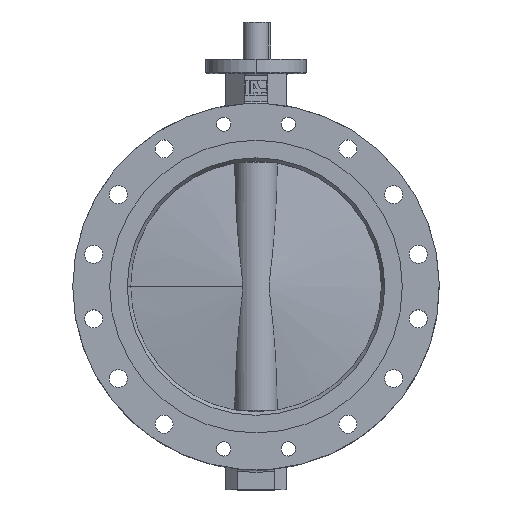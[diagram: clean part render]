
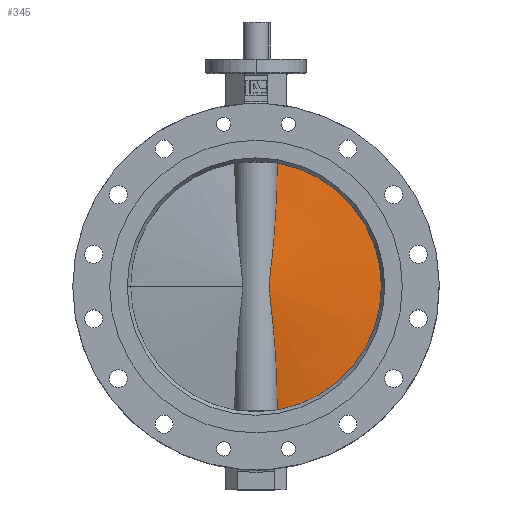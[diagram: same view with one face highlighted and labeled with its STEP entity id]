
A CAD part, top view. The second image highlights one B-rep face of the part: STEP entity #345.
In plain terms, the highlighted conical face has half-angle 82.617 degrees and reference radius 219.964 mm.
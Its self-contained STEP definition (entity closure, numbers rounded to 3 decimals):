
#345 = ADVANCED_FACE ( 'NONE', ( #4923 ), #4928, .T. ) ;
#407 = B_SPLINE_CURVE_WITH_KNOTS ( 'NONE', 3,
 ( #6795, #6796, #6800, #6801, #6802, #6803, #6804, #6805, #6806, #6807, #6808, #6809, #6810, #6811, #6812, #6813, #6814, #6815, #6816, #6817, #6818, #6819, #6820, #6821, #6822, #6823, #6824, #6825, #6826, #6827, #6828, #6829, #6830, #6831, #6832, #6833, #6834, #6835, #6836, #6837, #6838, #6839, #6840, #6841 ),
 .UNSPECIFIED., .F., .F.,
 ( 4, 2, 2, 2, 2, 2, 2, 2, 2, 2, 2, 2, 2, 2, 2, 2, 2, 2, 2, 2, 2, 4 ),
 ( -0.195, -0.141, -0.087, -0.06, -0.033, -0.019, -0.006, 0.001, 0.008, 0.015, 0.021, 0.028, 0.035, 0.042, 0.048, 0.062, 0.075, 0.102, 0.13, 0.157, 0.184, 0.238 ),
 .UNSPECIFIED. ) ;
#2122 = AXIS2_PLACEMENT_3D ( 'NONE', #2350, #2351, #2349 ) ;
#2206 = AXIS2_PLACEMENT_3D ( 'NONE', #6692, #6693, #6694 ) ;
#2221 = AXIS2_PLACEMENT_3D ( 'NONE', #6844, #6845, #6846 ) ;
#2349 = DIRECTION ( 'NONE',  ( 0., 0., -1. ) ) ;
#2350 = CARTESIAN_POINT ( 'NONE',  ( -4., 0., 0. ) ) ;
#2351 = DIRECTION ( 'NONE',  ( 1., 0., 0. ) ) ;
#2514 = CARTESIAN_POINT ( 'NONE',  ( -4.111, 0., 219.106 ) ) ;
#2564 = CARTESIAN_POINT ( 'NONE',  ( -4.111, 215.913, 37.274 ) ) ;
#2575 = CARTESIAN_POINT ( 'NONE',  ( -4.111, -215.913, 37.274 ) ) ;
#3123 = VERTEX_POINT ( 'NONE', #2514 ) ;
#3173 = VERTEX_POINT ( 'NONE', #2564 ) ;
#3184 = VERTEX_POINT ( 'NONE', #2575 ) ;
#3262 = ORIENTED_EDGE ( 'NONE', *, *, #5217, .T. ) ;
#3315 = ORIENTED_EDGE ( 'NONE', *, *, #5192, .T. ) ;
#3333 = ORIENTED_EDGE ( 'NONE', *, *, #5216, .F. ) ;
#3406 = EDGE_LOOP ( 'NONE', ( #3333, #3315, #3262 ) ) ;
#4923 = FACE_OUTER_BOUND ( 'NONE', #3406, .T. ) ;
#4928 = CONICAL_SURFACE ( 'NONE', #2122, 219.964, 1.442 ) ;
#5166 = CIRCLE ( 'NONE', #2206, 219.106 ) ;
#5192 = EDGE_CURVE ( 'NONE', #3184, #3123, #5166, .T. ) ;
#5216 = EDGE_CURVE ( 'NONE', #3184, #3173, #407, .T. ) ;
#5217 = EDGE_CURVE ( 'NONE', #3123, #3173, #7081, .T. ) ;
#6692 = CARTESIAN_POINT ( 'NONE',  ( -4.111, 0., 0. ) ) ;
#6693 = DIRECTION ( 'NONE',  ( -1., 0., 0. ) ) ;
#6694 = DIRECTION ( 'NONE',  ( 0., 0., 1. ) ) ;
#6795 = CARTESIAN_POINT ( 'NONE',  ( -4.111, -215.913, 37.274 ) ) ;
#6796 = CARTESIAN_POINT ( 'NONE',  ( -6.414, -197.921, 37.02 ) ) ;
#6800 = CARTESIAN_POINT ( 'NONE',  ( -8.714, -179.932, 36.552 ) ) ;
#6801 = CARTESIAN_POINT ( 'NONE',  ( -13.303, -143.967, 35.143 ) ) ;
#6802 = CARTESIAN_POINT ( 'NONE',  ( -15.592, -126.002, 34.203 ) ) ;
#6803 = CARTESIAN_POINT ( 'NONE',  ( -18.997, -99.086, 32.358 ) ) ;
#6804 = CARTESIAN_POINT ( 'NONE',  ( -20.128, -90.119, 31.67 ) ) ;
#6805 = CARTESIAN_POINT ( 'NONE',  ( -22.369, -72.197, 30.129 ) ) ;
#6806 = CARTESIAN_POINT ( 'NONE',  ( -23.481, -63.241, 29.274 ) ) ;
#6807 = CARTESIAN_POINT ( 'NONE',  ( -25.108, -49.812, 27.863 ) ) ;
#6808 = CARTESIAN_POINT ( 'NONE',  ( -25.643, -45.337, 27.371 ) ) ;
#6809 = CARTESIAN_POINT ( 'NONE',  ( -26.685, -36.385, 26.357 ) ) ;
#6810 = CARTESIAN_POINT ( 'NONE',  ( -27.192, -31.908, 25.833 ) ) ;
#6811 = CARTESIAN_POINT ( 'NONE',  ( -27.9, -25.187, 25.059 ) ) ;
#6812 = CARTESIAN_POINT ( 'NONE',  ( -28.127, -22.944, 24.804 ) ) ;
#6813 = CARTESIAN_POINT ( 'NONE',  ( -28.55, -18.456, 24.316 ) ) ;
#6814 = CARTESIAN_POINT ( 'NONE',  ( -28.746, -16.211, 24.083 ) ) ;
#6815 = CARTESIAN_POINT ( 'NONE',  ( -29.086, -11.718, 23.671 ) ) ;
#6816 = CARTESIAN_POINT ( 'NONE',  ( -29.23, -9.47, 23.493 ) ) ;
#6817 = CARTESIAN_POINT ( 'NONE',  ( -29.433, -4.969, 23.237 ) ) ;
#6818 = CARTESIAN_POINT ( 'NONE',  ( -29.493, -2.716, 23.161 ) ) ;
#6819 = CARTESIAN_POINT ( 'NONE',  ( -29.507, 1.797, 23.143 ) ) ;
#6820 = CARTESIAN_POINT ( 'NONE',  ( -29.461, 4.057, 23.202 ) ) ;
#6821 = CARTESIAN_POINT ( 'NONE',  ( -29.279, 8.582, 23.431 ) ) ;
#6822 = CARTESIAN_POINT ( 'NONE',  ( -29.143, 10.85, 23.6 ) ) ;
#6823 = CARTESIAN_POINT ( 'NONE',  ( -28.815, 15.377, 24. ) ) ;
#6824 = CARTESIAN_POINT ( 'NONE',  ( -28.623, 17.634, 24.23 ) ) ;
#6825 = CARTESIAN_POINT ( 'NONE',  ( -28.206, 22.143, 24.714 ) ) ;
#6826 = CARTESIAN_POINT ( 'NONE',  ( -27.981, 24.394, 24.969 ) ) ;
#6827 = CARTESIAN_POINT ( 'NONE',  ( -27.277, 31.143, 25.743 ) ) ;
#6828 = CARTESIAN_POINT ( 'NONE',  ( -26.77, 35.637, 26.271 ) ) ;
#6829 = CARTESIAN_POINT ( 'NONE',  ( -25.728, 44.625, 27.292 ) ) ;
#6830 = CARTESIAN_POINT ( 'NONE',  ( -25.191, 49.119, 27.788 ) ) ;
#6831 = CARTESIAN_POINT ( 'NONE',  ( -23.56, 62.602, 29.211 ) ) ;
#6832 = CARTESIAN_POINT ( 'NONE',  ( -22.444, 71.595, 30.073 ) ) ;
#6833 = CARTESIAN_POINT ( 'NONE',  ( -20.194, 89.593, 31.628 ) ) ;
#6834 = CARTESIAN_POINT ( 'NONE',  ( -19.059, 98.598, 32.322 ) ) ;
#6835 = CARTESIAN_POINT ( 'NONE',  ( -16.779, 116.62, 33.562 ) ) ;
#6836 = CARTESIAN_POINT ( 'NONE',  ( -15.634, 125.636, 34.108 ) ) ;
#6837 = CARTESIAN_POINT ( 'NONE',  ( -13.339, 143.68, 35.07 ) ) ;
#6838 = CARTESIAN_POINT ( 'NONE',  ( -12.188, 152.707, 35.485 ) ) ;
#6839 = CARTESIAN_POINT ( 'NONE',  ( -8.733, 179.788, 36.549 ) ) ;
#6840 = CARTESIAN_POINT ( 'NONE',  ( -6.423, 197.848, 37.019 ) ) ;
#6841 = CARTESIAN_POINT ( 'NONE',  ( -4.111, 215.913, 37.274 ) ) ;
#6844 = CARTESIAN_POINT ( 'NONE',  ( -4.111, 0., 0. ) ) ;
#6845 = DIRECTION ( 'NONE',  ( -1., 0., 0. ) ) ;
#6846 = DIRECTION ( 'NONE',  ( 0., 0., 1. ) ) ;
#7081 = CIRCLE ( 'NONE', #2221, 219.106 ) ;
